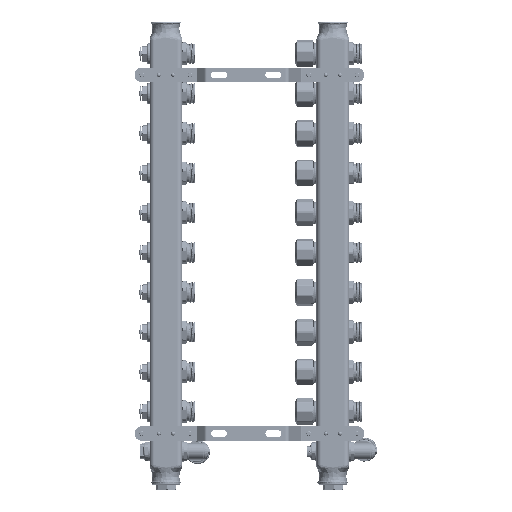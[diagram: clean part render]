
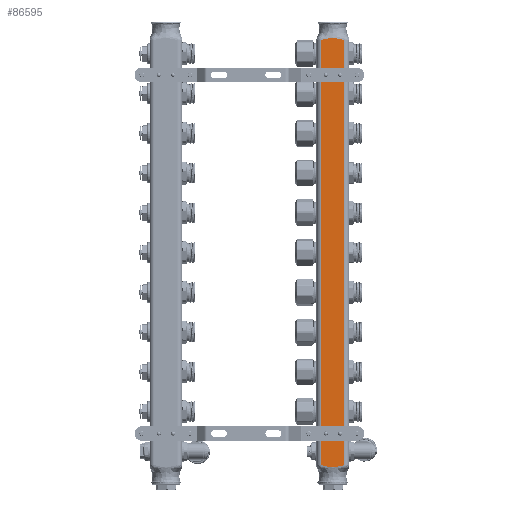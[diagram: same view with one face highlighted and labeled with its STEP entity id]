
A CAD part, front view. The second image highlights one B-rep face of the part: STEP entity #86595.
In plain terms, the highlighted face is planar.
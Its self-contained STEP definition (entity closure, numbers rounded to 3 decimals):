
#4907 = CARTESIAN_POINT ( 'NONE',  ( 19.5, 13.315, -556.748 ) ) ;
#5216 = DIRECTION ( 'NONE',  ( 0., 0., 1. ) ) ;
#5239 = CARTESIAN_POINT ( 'NONE',  ( 19.5, -11.215, -557.208 ) ) ;
#6588 = CARTESIAN_POINT ( 'NONE',  ( 19.5, 9.712, -20.509 ) ) ;
#7522 = CARTESIAN_POINT ( 'NONE',  ( 19.5, 11.521, -20.849 ) ) ;
#8467 = CARTESIAN_POINT ( 'NONE',  ( 19.5, -13.907, -21.411 ) ) ;
#8496 = DIRECTION ( 'NONE',  ( -1., 0., 0. ) ) ;
#9035 = VECTOR ( 'NONE', #15534, 1000. ) ;
#11639 = CARTESIAN_POINT ( 'NONE',  ( 19.5, 11.219, -557.207 ) ) ;
#12260 = CARTESIAN_POINT ( 'NONE',  ( 19.5, -4.27, -558.471 ) ) ;
#12574 = CARTESIAN_POINT ( 'NONE',  ( 19.5, -6.093, -558.204 ) ) ;
#12593 = ORIENTED_EDGE ( 'NONE', *, *, #26754, .T. ) ;
#13115 = FACE_OUTER_BOUND ( 'NONE', #56630, .T. ) ;
#13917 = CARTESIAN_POINT ( 'NONE',  ( 19.5, -4.878, -19.608 ) ) ;
#14125 = VECTOR ( 'NONE', #5216, 1000. ) ;
#14228 = CARTESIAN_POINT ( 'NONE',  ( 19.5, 13.315, -21.252 ) ) ;
#14843 = CARTESIAN_POINT ( 'NONE',  ( 19.5, -1.22, -19.287 ) ) ;
#15534 = DIRECTION ( 'NONE',  ( 0., 0., 1. ) ) ;
#18686 = LINE ( 'NONE', #71102, #14125 ) ;
#18962 = CARTESIAN_POINT ( 'NONE',  ( 19.5, -2.442, -558.656 ) ) ;
#19621 = CARTESIAN_POINT ( 'NONE',  ( 19.5, -1.22, -558.713 ) ) ;
#19942 = CARTESIAN_POINT ( 'NONE',  ( 19.5, -11.516, -557.152 ) ) ;
#19972 = CARTESIAN_POINT ( 'NONE',  ( 19.5, 14.5, -556.426 ) ) ;
#20409 = AXIS2_PLACEMENT_3D ( 'NONE', #36916, #8496, #87945 ) ;
#21583 = CARTESIAN_POINT ( 'NONE',  ( 19.5, 4.893, -19.61 ) ) ;
#21898 = CARTESIAN_POINT ( 'NONE',  ( 19.5, 12.423, -21.029 ) ) ;
#22211 = CARTESIAN_POINT ( 'NONE',  ( 19.5, 4.287, -19.531 ) ) ;
#26304 = B_SPLINE_CURVE_WITH_KNOTS ( 'NONE', 3,
 ( #26310, #92695, #4907, #77856, #84643, #85280, #11639, #33640, #41024, #70484, #41669, #92379, #26624, #56071, #62803, #19621, #18962, #12260, #63425, #12574, #70806, #93018, #48997, #5239, #19942, #71127, #78501, #85928, #41990, #50838 ),
 .UNSPECIFIED., .F., .F.,
 ( 4, 2, 2, 2, 2, 2, 2, 2, 2, 2, 2, 2, 2, 2, 4 ),
 ( 0., 0.002, 0.003, 0.004, 0.007, 0.009, 0.011, 0.015, 0.018, 0.02, 0.022, 0.026, 0.027, 0.028, 0.029 ),
 .UNSPECIFIED. ) ;
#26310 = CARTESIAN_POINT ( 'NONE',  ( 19.5, 14.5, -556.426 ) ) ;
#26624 = CARTESIAN_POINT ( 'NONE',  ( 19.5, 4.287, -558.469 ) ) ;
#26754 = EDGE_CURVE ( 'NONE', #46337, #93662, #84131, .T. ) ;
#28589 = CARTESIAN_POINT ( 'NONE',  ( 19.5, 11.219, -20.793 ) ) ;
#29542 = CARTESIAN_POINT ( 'NONE',  ( 19.5, 2.461, -19.345 ) ) ;
#32556 = CARTESIAN_POINT ( 'NONE',  ( 19.5, -14.5, -21.574 ) ) ;
#33640 = CARTESIAN_POINT ( 'NONE',  ( 19.5, 9.712, -557.491 ) ) ;
#34749 = CARTESIAN_POINT ( 'NONE',  ( 19.5, -14.5, -556.426 ) ) ;
#35627 = CARTESIAN_POINT ( 'NONE',  ( 19.5, 12.124, -20.957 ) ) ;
#35955 = CARTESIAN_POINT ( 'NONE',  ( 19.5, -11.516, -20.848 ) ) ;
#36566 = CARTESIAN_POINT ( 'NONE',  ( 19.5, 13.908, -21.412 ) ) ;
#36875 = CARTESIAN_POINT ( 'NONE',  ( 19.5, -4.27, -19.529 ) ) ;
#36916 = CARTESIAN_POINT ( 'NONE',  ( 19.5, 14.5, -289. ) ) ;
#37640 = LINE ( 'NONE', #59063, #9035 ) ;
#39681 = ORIENTED_EDGE ( 'NONE', *, *, #87675, .F. ) ;
#41024 = CARTESIAN_POINT ( 'NONE',  ( 19.5, 8.511, -557.742 ) ) ;
#41669 = CARTESIAN_POINT ( 'NONE',  ( 19.5, 6.103, -558.202 ) ) ;
#41990 = CARTESIAN_POINT ( 'NONE',  ( 19.5, -13.907, -556.589 ) ) ;
#43303 = CARTESIAN_POINT ( 'NONE',  ( 19.5, -12.121, -20.957 ) ) ;
#46337 = VERTEX_POINT ( 'NONE', #61178 ) ;
#48997 = CARTESIAN_POINT ( 'NONE',  ( 19.5, -9.706, -557.492 ) ) ;
#49098 = ORIENTED_EDGE ( 'NONE', *, *, #76845, .T. ) ;
#50679 = CARTESIAN_POINT ( 'NONE',  ( 19.5, -11.215, -20.792 ) ) ;
#50838 = CARTESIAN_POINT ( 'NONE',  ( 19.5, -14.5, -556.426 ) ) ;
#52594 = CARTESIAN_POINT ( 'NONE',  ( 19.5, -13.313, -21.252 ) ) ;
#52671 = VERTEX_POINT ( 'NONE', #19972 ) ;
#56066 = VERTEX_POINT ( 'NONE', #34749 ) ;
#56071 = CARTESIAN_POINT ( 'NONE',  ( 19.5, 2.461, -558.655 ) ) ;
#56630 = EDGE_LOOP ( 'NONE', ( #49098, #12593, #39681, #94149 ) ) ;
#57727 = CARTESIAN_POINT ( 'NONE',  ( 19.5, 6.705, -19.908 ) ) ;
#58680 = CARTESIAN_POINT ( 'NONE',  ( 19.5, 8.511, -20.258 ) ) ;
#59063 = CARTESIAN_POINT ( 'NONE',  ( 19.5, 14.5, -289. ) ) ;
#59341 = PLANE ( 'NONE',  #20409 ) ;
#61178 = CARTESIAN_POINT ( 'NONE',  ( 19.5, 14.5, -21.574 ) ) ;
#62803 = CARTESIAN_POINT ( 'NONE',  ( 19.5, 1.232, -558.712 ) ) ;
#63425 = CARTESIAN_POINT ( 'NONE',  ( 19.5, -4.878, -558.392 ) ) ;
#65079 = CARTESIAN_POINT ( 'NONE',  ( 19.5, -6.697, -19.907 ) ) ;
#66335 = CARTESIAN_POINT ( 'NONE',  ( 19.5, -14.5, -21.574 ) ) ;
#70484 = CARTESIAN_POINT ( 'NONE',  ( 19.5, 6.705, -558.092 ) ) ;
#70806 = CARTESIAN_POINT ( 'NONE',  ( 19.5, -6.697, -558.093 ) ) ;
#71102 = CARTESIAN_POINT ( 'NONE',  ( 19.5, -14.5, -289. ) ) ;
#71127 = CARTESIAN_POINT ( 'NONE',  ( 19.5, -12.121, -557.043 ) ) ;
#72485 = CARTESIAN_POINT ( 'NONE',  ( 19.5, -8.505, -20.256 ) ) ;
#72791 = CARTESIAN_POINT ( 'NONE',  ( 19.5, 6.103, -19.798 ) ) ;
#73102 = CARTESIAN_POINT ( 'NONE',  ( 19.5, 1.232, -19.288 ) ) ;
#76845 = EDGE_CURVE ( 'NONE', #52671, #46337, #37640, .T. ) ;
#77856 = CARTESIAN_POINT ( 'NONE',  ( 19.5, 12.423, -556.971 ) ) ;
#78501 = CARTESIAN_POINT ( 'NONE',  ( 19.5, -12.419, -556.972 ) ) ;
#79524 = CARTESIAN_POINT ( 'NONE',  ( 19.5, 14.5, -21.574 ) ) ;
#79831 = CARTESIAN_POINT ( 'NONE',  ( 19.5, -9.706, -20.508 ) ) ;
#80798 = CARTESIAN_POINT ( 'NONE',  ( 19.5, -2.442, -19.344 ) ) ;
#84131 = B_SPLINE_CURVE_WITH_KNOTS ( 'NONE', 3,
 ( #79524, #36566, #14228, #21898, #35627, #7522, #28589, #6588, #58680, #57727, #72791, #21583, #22211, #29542, #73102, #14843, #80798, #36875, #13917, #94030, #65079, #72485, #79831, #50679, #35955, #43303, #94657, #52594, #8467, #66335 ),
 .UNSPECIFIED., .F., .F.,
 ( 4, 2, 2, 2, 2, 2, 2, 2, 2, 2, 2, 2, 2, 2, 4 ),
 ( 0., 0.002, 0.003, 0.004, 0.007, 0.009, 0.011, 0.015, 0.018, 0.02, 0.022, 0.026, 0.027, 0.028, 0.029 ),
 .UNSPECIFIED. ) ;
#84425 = EDGE_CURVE ( 'NONE', #52671, #56066, #26304, .T. ) ;
#84643 = CARTESIAN_POINT ( 'NONE',  ( 19.5, 12.124, -557.043 ) ) ;
#85280 = CARTESIAN_POINT ( 'NONE',  ( 19.5, 11.521, -557.151 ) ) ;
#85928 = CARTESIAN_POINT ( 'NONE',  ( 19.5, -13.313, -556.748 ) ) ;
#86595 = ADVANCED_FACE ( 'NONE', ( #13115 ), #59341, .F. ) ;
#87675 = EDGE_CURVE ( 'NONE', #56066, #93662, #18686, .T. ) ;
#87945 = DIRECTION ( 'NONE',  ( 0., -1., 0. ) ) ;
#92379 = CARTESIAN_POINT ( 'NONE',  ( 19.5, 4.893, -558.39 ) ) ;
#92695 = CARTESIAN_POINT ( 'NONE',  ( 19.5, 13.908, -556.588 ) ) ;
#93018 = CARTESIAN_POINT ( 'NONE',  ( 19.5, -8.505, -557.744 ) ) ;
#93662 = VERTEX_POINT ( 'NONE', #32556 ) ;
#94030 = CARTESIAN_POINT ( 'NONE',  ( 19.5, -6.093, -19.796 ) ) ;
#94149 = ORIENTED_EDGE ( 'NONE', *, *, #84425, .F. ) ;
#94657 = CARTESIAN_POINT ( 'NONE',  ( 19.5, -12.419, -21.028 ) ) ;
